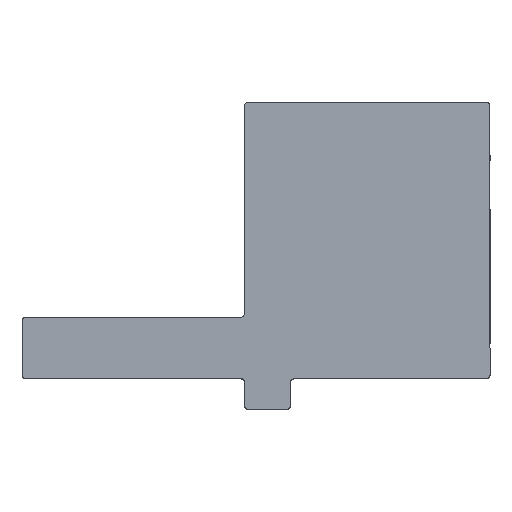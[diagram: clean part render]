
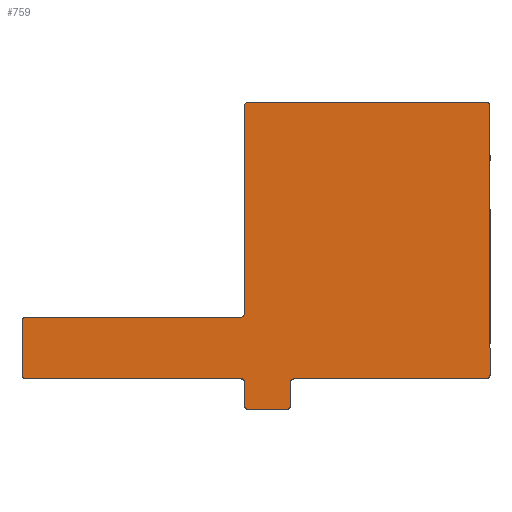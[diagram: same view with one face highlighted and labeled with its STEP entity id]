
A CAD part, top view. The second image highlights one B-rep face of the part: STEP entity #759.
In plain terms, the highlighted planar face has unit normal (0, 0, 1).
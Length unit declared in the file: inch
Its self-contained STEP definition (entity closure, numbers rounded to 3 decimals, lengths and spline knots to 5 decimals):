
#65=PLANE('',#850);
#90=FACE_OUTER_BOUND('',#137,.T.);
#137=EDGE_LOOP('',(#585,#586,#587,#588,#589,#590,#591,#592,#593,#594,#595,
#596,#597,#598,#599,#600,#601,#602,#603,#604));
#189=CIRCLE('',#825,0.015);
#193=CIRCLE('',#833,0.015);
#203=CIRCLE('',#846,0.015);
#204=CIRCLE('',#849,0.015);
#205=CIRCLE('',#851,0.015);
#206=CIRCLE('',#852,0.015);
#207=CIRCLE('',#853,0.015);
#208=CIRCLE('',#854,0.015);
#209=CIRCLE('',#855,0.015);
#210=CIRCLE('',#856,0.015);
#231=LINE('',#1173,#287);
#233=LINE('',#1195,#289);
#240=LINE('',#1214,#296);
#250=LINE('',#1251,#306);
#252=LINE('',#1258,#308);
#253=LINE('',#1262,#309);
#254=LINE('',#1267,#310);
#255=LINE('',#1271,#311);
#256=LINE('',#1275,#312);
#257=LINE('',#1278,#313);
#287=VECTOR('',#925,0.3937);
#289=VECTOR('',#935,0.3937);
#296=VECTOR('',#952,0.3937);
#306=VECTOR('',#986,0.3937);
#308=VECTOR('',#994,0.3937);
#309=VECTOR('',#997,0.3937);
#310=VECTOR('',#1002,0.3937);
#311=VECTOR('',#1005,0.3937);
#312=VECTOR('',#1008,0.3937);
#313=VECTOR('',#1011,0.3937);
#345=VERTEX_POINT('',#1153);
#346=VERTEX_POINT('',#1155);
#352=VERTEX_POINT('',#1171);
#356=VERTEX_POINT('',#1194);
#358=VERTEX_POINT('',#1201);
#359=VERTEX_POINT('',#1202);
#363=VERTEX_POINT('',#1212);
#377=VERTEX_POINT('',#1245);
#378=VERTEX_POINT('',#1249);
#379=VERTEX_POINT('',#1253);
#380=VERTEX_POINT('',#1257);
#381=VERTEX_POINT('',#1259);
#382=VERTEX_POINT('',#1261);
#383=VERTEX_POINT('',#1264);
#384=VERTEX_POINT('',#1266);
#385=VERTEX_POINT('',#1268);
#386=VERTEX_POINT('',#1270);
#387=VERTEX_POINT('',#1272);
#388=VERTEX_POINT('',#1274);
#389=VERTEX_POINT('',#1276);
#419=EDGE_CURVE('',#345,#346,#189,.T.);
#427=EDGE_CURVE('',#352,#345,#231,.T.);
#432=EDGE_CURVE('',#346,#356,#233,.T.);
#436=EDGE_CURVE('',#358,#359,#193,.T.);
#442=EDGE_CURVE('',#363,#358,#240,.T.);
#459=EDGE_CURVE('',#377,#363,#203,.T.);
#461=EDGE_CURVE('',#378,#377,#250,.T.);
#462=EDGE_CURVE('',#379,#378,#204,.T.);
#464=EDGE_CURVE('',#380,#379,#252,.T.);
#465=EDGE_CURVE('',#381,#380,#205,.T.);
#466=EDGE_CURVE('',#382,#381,#253,.T.);
#467=EDGE_CURVE('',#356,#382,#206,.T.);
#468=EDGE_CURVE('',#383,#352,#207,.T.);
#469=EDGE_CURVE('',#384,#383,#254,.T.);
#470=EDGE_CURVE('',#385,#384,#208,.T.);
#471=EDGE_CURVE('',#386,#385,#255,.T.);
#472=EDGE_CURVE('',#387,#386,#209,.T.);
#473=EDGE_CURVE('',#388,#387,#256,.T.);
#474=EDGE_CURVE('',#389,#388,#210,.T.);
#475=EDGE_CURVE('',#359,#389,#257,.T.);
#585=ORIENTED_EDGE('',*,*,#436,.F.);
#586=ORIENTED_EDGE('',*,*,#442,.F.);
#587=ORIENTED_EDGE('',*,*,#459,.F.);
#588=ORIENTED_EDGE('',*,*,#461,.F.);
#589=ORIENTED_EDGE('',*,*,#462,.F.);
#590=ORIENTED_EDGE('',*,*,#464,.F.);
#591=ORIENTED_EDGE('',*,*,#465,.F.);
#592=ORIENTED_EDGE('',*,*,#466,.F.);
#593=ORIENTED_EDGE('',*,*,#467,.F.);
#594=ORIENTED_EDGE('',*,*,#432,.F.);
#595=ORIENTED_EDGE('',*,*,#419,.F.);
#596=ORIENTED_EDGE('',*,*,#427,.F.);
#597=ORIENTED_EDGE('',*,*,#468,.F.);
#598=ORIENTED_EDGE('',*,*,#469,.F.);
#599=ORIENTED_EDGE('',*,*,#470,.F.);
#600=ORIENTED_EDGE('',*,*,#471,.F.);
#601=ORIENTED_EDGE('',*,*,#472,.F.);
#602=ORIENTED_EDGE('',*,*,#473,.F.);
#603=ORIENTED_EDGE('',*,*,#474,.F.);
#604=ORIENTED_EDGE('',*,*,#475,.F.);
#759=ADVANCED_FACE('',(#90),#65,.T.);
#825=AXIS2_PLACEMENT_3D('',#1156,#915,#916);
#833=AXIS2_PLACEMENT_3D('',#1203,#942,#943);
#846=AXIS2_PLACEMENT_3D('',#1247,#981,#982);
#849=AXIS2_PLACEMENT_3D('',#1254,#989,#990);
#850=AXIS2_PLACEMENT_3D('',#1256,#992,#993);
#851=AXIS2_PLACEMENT_3D('',#1260,#995,#996);
#852=AXIS2_PLACEMENT_3D('',#1263,#998,#999);
#853=AXIS2_PLACEMENT_3D('',#1265,#1000,#1001);
#854=AXIS2_PLACEMENT_3D('',#1269,#1003,#1004);
#855=AXIS2_PLACEMENT_3D('',#1273,#1006,#1007);
#856=AXIS2_PLACEMENT_3D('',#1277,#1009,#1010);
#915=DIRECTION('center_axis',(0.,0.,1.));
#916=DIRECTION('ref_axis',(0.707,-0.707,0.));
#925=DIRECTION('',(1.,0.,0.));
#935=DIRECTION('',(0.,1.,0.));
#942=DIRECTION('center_axis',(0.,0.,-1.));
#943=DIRECTION('ref_axis',(0.707,-0.707,0.));
#952=DIRECTION('',(0.,-1.,0.));
#981=DIRECTION('center_axis',(0.,0.,1.));
#982=DIRECTION('ref_axis',(-0.707,0.707,0.));
#986=DIRECTION('',(-1.,0.,0.));
#989=DIRECTION('center_axis',(0.,0.,-1.));
#990=DIRECTION('ref_axis',(0.707,-0.707,0.));
#992=DIRECTION('center_axis',(0.,0.,1.));
#993=DIRECTION('ref_axis',(1.,0.,0.));
#994=DIRECTION('',(0.,-1.,0.));
#995=DIRECTION('center_axis',(0.,0.,-1.));
#996=DIRECTION('ref_axis',(0.707,0.707,0.));
#997=DIRECTION('',(1.,0.,0.));
#998=DIRECTION('center_axis',(0.,0.,-1.));
#999=DIRECTION('ref_axis',(-0.707,0.707,0.));
#1000=DIRECTION('center_axis',(0.,0.,-1.));
#1001=DIRECTION('ref_axis',(-0.707,0.707,0.));
#1002=DIRECTION('',(0.,1.,0.));
#1003=DIRECTION('center_axis',(0.,0.,-1.));
#1004=DIRECTION('ref_axis',(-0.707,-0.707,0.));
#1005=DIRECTION('',(-1.,0.,0.));
#1006=DIRECTION('center_axis',(0.,0.,1.));
#1007=DIRECTION('ref_axis',(0.707,0.707,0.));
#1008=DIRECTION('',(0.,1.,0.));
#1009=DIRECTION('center_axis',(0.,0.,-1.));
#1010=DIRECTION('ref_axis',(-0.707,-0.707,0.));
#1011=DIRECTION('',(-1.,0.,0.));
#1153=CARTESIAN_POINT('',(-0.015,0.25,0.906));
#1155=CARTESIAN_POINT('',(0.,0.265,0.906));
#1156=CARTESIAN_POINT('Origin',(-0.015,0.265,0.906));
#1171=CARTESIAN_POINT('',(-0.891,0.25,0.906));
#1173=CARTESIAN_POINT('',(-0.906,0.25,0.906));
#1194=CARTESIAN_POINT('',(0.,1.11,0.906));
#1195=CARTESIAN_POINT('',(0.,0.25,0.906));
#1201=CARTESIAN_POINT('',(0.188,-0.11,0.906));
#1202=CARTESIAN_POINT('',(0.173,-0.125,0.906));
#1203=CARTESIAN_POINT('Origin',(0.173,-0.11,0.906));
#1212=CARTESIAN_POINT('',(0.188,-0.015,0.906));
#1214=CARTESIAN_POINT('',(0.188,0.,0.906));
#1245=CARTESIAN_POINT('',(0.203,0.,0.906));
#1247=CARTESIAN_POINT('Origin',(0.203,-0.015,0.906));
#1249=CARTESIAN_POINT('',(0.985,0.,0.906));
#1251=CARTESIAN_POINT('',(1.,0.,0.906));
#1253=CARTESIAN_POINT('',(1.,0.015,0.906));
#1254=CARTESIAN_POINT('Origin',(0.985,0.015,0.906));
#1256=CARTESIAN_POINT('Origin',(0.17446,0.40843,0.906));
#1257=CARTESIAN_POINT('',(1.,1.11,0.906));
#1258=CARTESIAN_POINT('',(1.,1.125,0.906));
#1259=CARTESIAN_POINT('',(0.985,1.125,0.906));
#1260=CARTESIAN_POINT('Origin',(0.985,1.11,0.906));
#1261=CARTESIAN_POINT('',(0.015,1.125,0.906));
#1262=CARTESIAN_POINT('',(0.,1.125,0.906));
#1263=CARTESIAN_POINT('Origin',(0.015,1.11,0.906));
#1264=CARTESIAN_POINT('',(-0.906,0.235,0.906));
#1265=CARTESIAN_POINT('Origin',(-0.891,0.235,0.906));
#1266=CARTESIAN_POINT('',(-0.906,0.015,0.906));
#1267=CARTESIAN_POINT('',(-0.906,0.,0.906));
#1268=CARTESIAN_POINT('',(-0.891,0.,0.906));
#1269=CARTESIAN_POINT('Origin',(-0.891,0.015,0.906));
#1270=CARTESIAN_POINT('',(-0.015,0.,0.906));
#1271=CARTESIAN_POINT('',(0.,0.,0.906));
#1272=CARTESIAN_POINT('',(0.,-0.015,0.906));
#1273=CARTESIAN_POINT('Origin',(-0.015,-0.015,0.906));
#1274=CARTESIAN_POINT('',(0.,-0.11,0.906));
#1275=CARTESIAN_POINT('',(0.,-0.125,0.906));
#1276=CARTESIAN_POINT('',(0.015,-0.125,0.906));
#1277=CARTESIAN_POINT('Origin',(0.015,-0.11,0.906));
#1278=CARTESIAN_POINT('',(0.188,-0.125,0.906));
